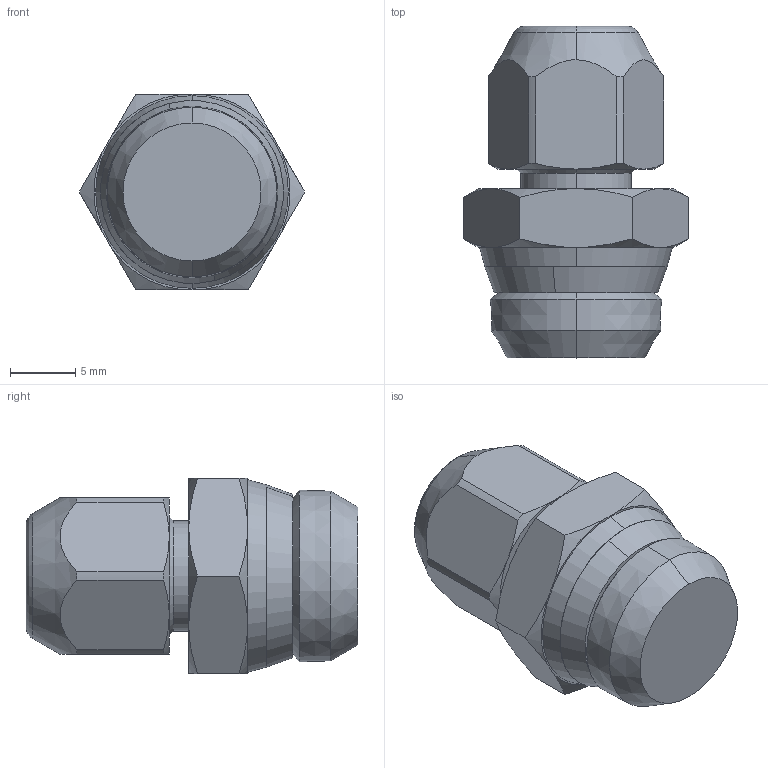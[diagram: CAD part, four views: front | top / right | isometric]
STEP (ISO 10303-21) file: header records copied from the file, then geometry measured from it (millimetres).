
FILE_DESCRIPTION (( 'STEP AP214' ), '1' );
FILE_NAME ('6100500004A.step', '2012-09-28T12:27:47', ( '' ), ( '' ), 'SwSTEP 2.0', 'SolidWorks 2012', '' );
FILE_SCHEMA (( 'AUTOMOTIVE_DESIGN' ));
Length unit declared in the file: millimetre
Products named in the file (1): 6100500004A
Bounding box: 17.32 x 25.5 x 15 mm (x, y, z)
Volume: 3360.3 mm3; surface area: 1463.6 mm2
Topology: 1 solids, 1 shells, 61 faces, 142 edges, 88 vertices
Faces by surface type: cone 32, plane 19, cylinder 8, torus 2
Entity records: 2028 total; most frequent: CARTESIAN_POINT 596, ORIENTED_EDGE 284, DIRECTION 280, EDGE_CURVE 142, AXIS2_PLACEMENT_3D 120, VERTEX_POINT 88, EDGE_LOOP 66, FACE_OUTER_BOUND 61
